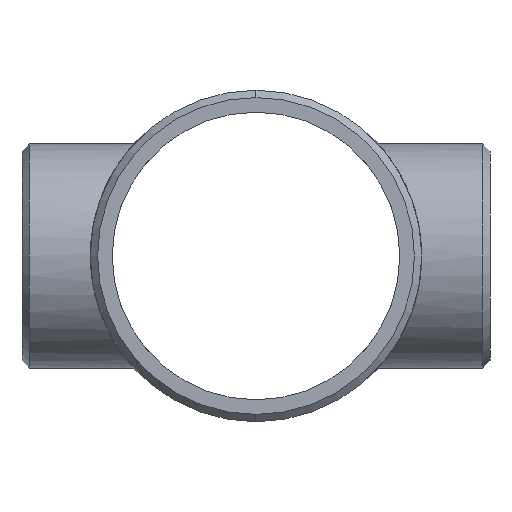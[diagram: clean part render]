
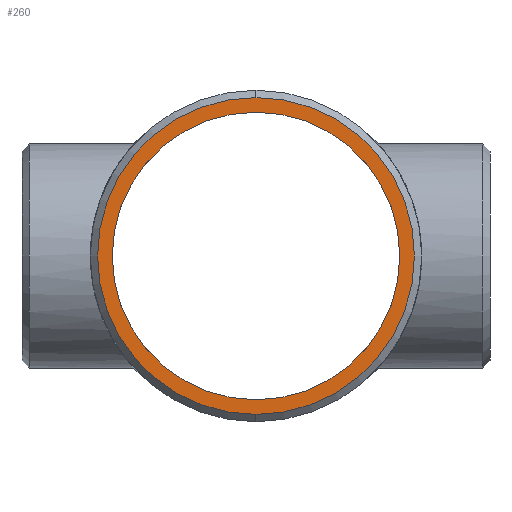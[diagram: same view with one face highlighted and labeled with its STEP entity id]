
A CAD part, left-side view. The second image highlights one B-rep face of the part: STEP entity #260.
In plain terms, the highlighted planar face has unit normal (-1, 0, 0).
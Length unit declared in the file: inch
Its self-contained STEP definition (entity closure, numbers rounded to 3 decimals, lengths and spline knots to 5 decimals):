
#10 = ORIENTED_EDGE ( 'NONE', *, *, #1447, .T. ) ;
#24 = AXIS2_PLACEMENT_3D ( 'NONE', #38, #866, #983 ) ;
#31 = CIRCLE ( 'NONE', #1158, 6.09367 ) ;
#38 = CARTESIAN_POINT ( 'NONE',  ( -10., 0., 0. ) ) ;
#57 = FACE_BOUND ( 'NONE', #341, .T. ) ;
#75 = VERTEX_POINT ( 'NONE', #482 ) ;
#116 = AXIS2_PLACEMENT_3D ( 'NONE', #1310, #497, #1199 ) ;
#141 = CARTESIAN_POINT ( 'NONE',  ( -10., 0., -6.09367 ) ) ;
#158 = VERTEX_POINT ( 'NONE', #141 ) ;
#173 = VERTEX_POINT ( 'NONE', #1098 ) ;
#181 = EDGE_CURVE ( 'NONE', #75, #173, #295, .T. ) ;
#191 = DIRECTION ( 'NONE',  ( -1., 0., 0. ) ) ;
#260 = ADVANCED_FACE ( 'NONE', ( #634, #57 ), #749, .T. ) ;
#295 = CIRCLE ( 'NONE', #24, 5.531 ) ;
#328 = AXIS2_PLACEMENT_3D ( 'NONE', #1219, #413, #1426 ) ;
#341 = EDGE_LOOP ( 'NONE', ( #897, #1048 ) ) ;
#413 = DIRECTION ( 'NONE',  ( -1., 0., 0. ) ) ;
#482 = CARTESIAN_POINT ( 'NONE',  ( -10., 0., 5.531 ) ) ;
#485 = EDGE_CURVE ( 'NONE', #173, #75, #792, .T. ) ;
#492 = DIRECTION ( 'NONE',  ( -1., 0., 0. ) ) ;
#497 = DIRECTION ( 'NONE',  ( 1., 0., 0. ) ) ;
#582 = ORIENTED_EDGE ( 'NONE', *, *, #968, .T. ) ;
#634 = FACE_OUTER_BOUND ( 'NONE', #1102, .T. ) ;
#749 = PLANE ( 'NONE',  #328 ) ;
#770 = CIRCLE ( 'NONE', #818, 6.09367 ) ;
#779 = CARTESIAN_POINT ( 'NONE',  ( -10., 0., 6.09367 ) ) ;
#792 = CIRCLE ( 'NONE', #116, 5.531 ) ;
#818 = AXIS2_PLACEMENT_3D ( 'NONE', #1082, #492, #1419 ) ;
#866 = DIRECTION ( 'NONE',  ( 1., 0., 0. ) ) ;
#897 = ORIENTED_EDGE ( 'NONE', *, *, #181, .T. ) ;
#965 = VERTEX_POINT ( 'NONE', #779 ) ;
#968 = EDGE_CURVE ( 'NONE', #158, #965, #31, .T. ) ;
#983 = DIRECTION ( 'NONE',  ( 0., 0., 1. ) ) ;
#1048 = ORIENTED_EDGE ( 'NONE', *, *, #485, .T. ) ;
#1082 = CARTESIAN_POINT ( 'NONE',  ( -10., 0., 0. ) ) ;
#1098 = CARTESIAN_POINT ( 'NONE',  ( -10., 0., -5.531 ) ) ;
#1102 = EDGE_LOOP ( 'NONE', ( #582, #10 ) ) ;
#1134 = DIRECTION ( 'NONE',  ( 0., 0., 1. ) ) ;
#1158 = AXIS2_PLACEMENT_3D ( 'NONE', #1240, #191, #1134 ) ;
#1199 = DIRECTION ( 'NONE',  ( 0., 0., 1. ) ) ;
#1219 = CARTESIAN_POINT ( 'NONE',  ( -10., 0., 0. ) ) ;
#1240 = CARTESIAN_POINT ( 'NONE',  ( -10., 0., 0. ) ) ;
#1310 = CARTESIAN_POINT ( 'NONE',  ( -10., 0., 0. ) ) ;
#1419 = DIRECTION ( 'NONE',  ( 0., 0., 1. ) ) ;
#1426 = DIRECTION ( 'NONE',  ( 0., 0., -1. ) ) ;
#1447 = EDGE_CURVE ( 'NONE', #965, #158, #770, .T. ) ;
